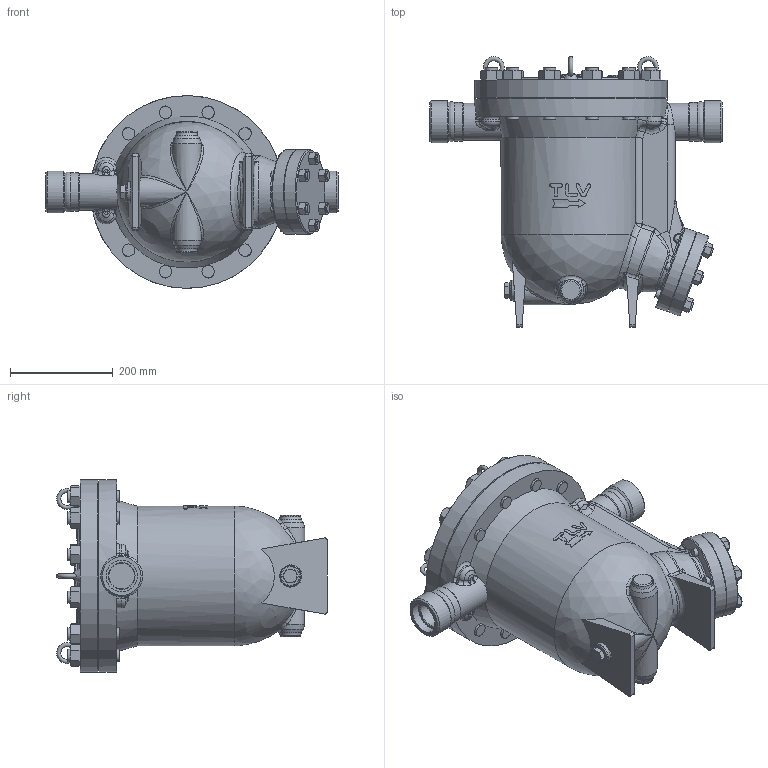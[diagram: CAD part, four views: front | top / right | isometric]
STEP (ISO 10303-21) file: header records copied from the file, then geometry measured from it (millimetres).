
FILE_DESCRIPTION((''),'2;1');
FILE_NAME('jah8r-050-sw000-00.stp','2014-03-27T08:48:47',('nakaot'),(''),'Autodesk Inventor 2012','Autodesk Inventor 2012','');
FILE_SCHEMA(('AUTOMOTIVE_DESIGN { 1 0 10303 214 1 1 1 1 }'));
Length unit declared in the file: millimetre
Products named in the file (1): jah8r-050-sw000-00
Bounding box: 570 x 526.47 x 375 mm (x, y, z)
Volume: 32023564.4 mm3; surface area: 1035470.8 mm2
Topology: 1 solids, 1 shells, 697 faces, 1724 edges, 1057 vertices
Faces by surface type: plane 264, cone 144, bspline 125, cylinder 122, torus 39, sphere 3
Full cylindrical faces by diameter (mm): 16 x16, 19 x6, 21 x1, 22.2 x1, 24 x24, 36 x1, 40 x3, 50 x2, 61.1 x2, 72 x2, 75 x2, 81.5 x2, 90 x1, 105 x1, 165 x2, 200 x1, 375 x2
Entity records: 30240 total; most frequent: CARTESIAN_POINT 15855, ORIENTED_EDGE 3102, DIRECTION 2644, EDGE_CURVE 1551, AXIS2_PLACEMENT_3D 1116, VERTEX_POINT 1009, EDGE_LOOP 910, FACE_OUTER_BOUND 697
